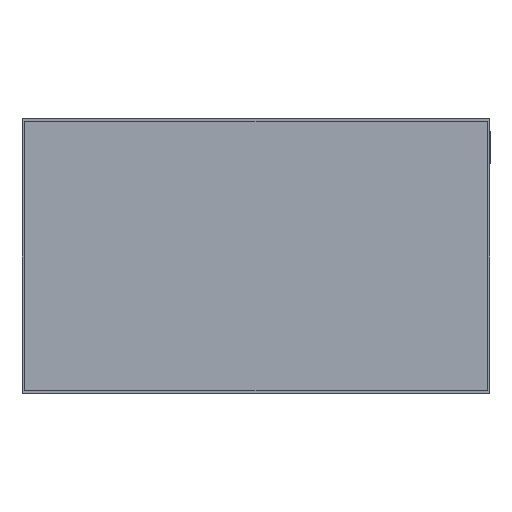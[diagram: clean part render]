
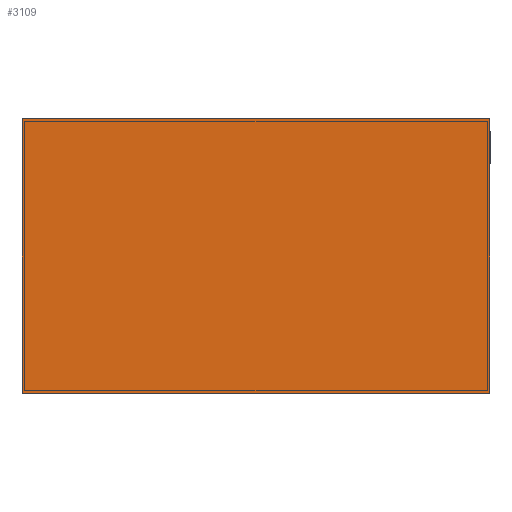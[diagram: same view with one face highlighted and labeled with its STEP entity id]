
A CAD part, left-side view. The second image highlights one B-rep face of the part: STEP entity #3109.
In plain terms, the highlighted planar face has unit normal (-1, 0, 0).
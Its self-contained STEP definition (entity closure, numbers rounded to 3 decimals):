
#462 = ORIENTED_EDGE ( 'NONE', *, *, #4653, .T. ) ;
#633 = EDGE_LOOP ( 'NONE', ( #4102, #462, #4958, #3428 ) ) ;
#811 = CARTESIAN_POINT ( 'NONE',  ( 0., 1.6, 0. ) ) ;
#1081 = VERTEX_POINT ( 'NONE', #811 ) ;
#1101 = DIRECTION ( 'NONE',  ( 0., 1., 0. ) ) ;
#1224 = LINE ( 'NONE', #1946, #5353 ) ;
#1459 = CARTESIAN_POINT ( 'NONE',  ( 0., 1.6, 0.94 ) ) ;
#1519 = VECTOR ( 'NONE', #1901, 1000. ) ;
#1559 = DIRECTION ( 'NONE',  ( 0., 0., -1. ) ) ;
#1901 = DIRECTION ( 'NONE',  ( 0., -1., 0. ) ) ;
#1946 = CARTESIAN_POINT ( 'NONE',  ( 0., 0., 0. ) ) ;
#2055 = CARTESIAN_POINT ( 'NONE',  ( 0., 1.6, 0.94 ) ) ;
#2143 = CARTESIAN_POINT ( 'NONE',  ( 0., 1.6, 0. ) ) ;
#2374 = CARTESIAN_POINT ( 'NONE',  ( 0., 0., 0. ) ) ;
#2455 = LINE ( 'NONE', #5368, #5027 ) ;
#2515 = AXIS2_PLACEMENT_3D ( 'NONE', #4784, #2929, #1559 ) ;
#2713 = LINE ( 'NONE', #1459, #1519 ) ;
#2795 = VECTOR ( 'NONE', #1101, 1000. ) ;
#2929 = DIRECTION ( 'NONE',  ( 1., 0., 0. ) ) ;
#2940 = VERTEX_POINT ( 'NONE', #2055 ) ;
#3109 = ADVANCED_FACE ( 'NONE', ( #3156 ), #4344, .F. ) ;
#3156 = FACE_OUTER_BOUND ( 'NONE', #633, .T. ) ;
#3217 = EDGE_CURVE ( 'NONE', #2940, #1081, #2455, .T. ) ;
#3428 = ORIENTED_EDGE ( 'NONE', *, *, #3217, .T. ) ;
#4102 = ORIENTED_EDGE ( 'NONE', *, *, #4959, .F. ) ;
#4344 = PLANE ( 'NONE',  #2515 ) ;
#4630 = EDGE_CURVE ( 'NONE', #2940, #5550, #2713, .T. ) ;
#4653 = EDGE_CURVE ( 'NONE', #5394, #5550, #1224, .T. ) ;
#4784 = CARTESIAN_POINT ( 'NONE',  ( 0., 1.6, 0. ) ) ;
#4958 = ORIENTED_EDGE ( 'NONE', *, *, #4630, .F. ) ;
#4959 = EDGE_CURVE ( 'NONE', #5394, #1081, #5134, .T. ) ;
#5027 = VECTOR ( 'NONE', #5816, 1000. ) ;
#5134 = LINE ( 'NONE', #2143, #2795 ) ;
#5233 = DIRECTION ( 'NONE',  ( 0., 0., 1. ) ) ;
#5353 = VECTOR ( 'NONE', #5233, 1000. ) ;
#5368 = CARTESIAN_POINT ( 'NONE',  ( 0., 1.6, 0. ) ) ;
#5382 = CARTESIAN_POINT ( 'NONE',  ( 0., 0., 0.94 ) ) ;
#5394 = VERTEX_POINT ( 'NONE', #2374 ) ;
#5550 = VERTEX_POINT ( 'NONE', #5382 ) ;
#5816 = DIRECTION ( 'NONE',  ( 0., 0., -1. ) ) ;
